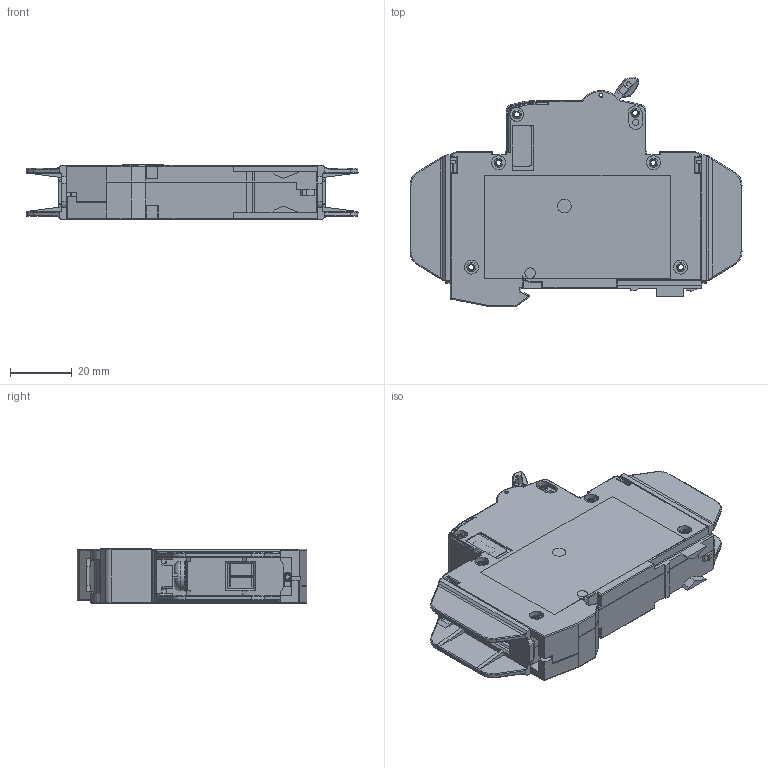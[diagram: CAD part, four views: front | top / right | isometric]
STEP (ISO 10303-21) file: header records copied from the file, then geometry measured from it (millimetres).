
FILE_DESCRIPTION(/* description */ ('1110 Series MCB. UL 489B, One Pole Assembly'),/* implementation_level */ '2;1');
FILE_NAME(/* name */ 'UL 489B Branch Circuit Breaker, 1-Pole.stp',/* time_stamp */ '2023-10-10T12:53:42+05:30',/* author */ ('pgurav'),/* organization */ (''),/* preprocessor_version */ 'ST-DEVELOPER v19.2',/* originating_system */ 'Autodesk Inventor 2024',/* authorisation */ '');
FILE_SCHEMA (('AUTOMOTIVE_DESIGN { 1 0 10303 214 3 1 1 }'));
Products named in the file (1): UL 489B Branch Circuit Breaker, 1-Pole
Bounding box: 107.2 x 74.15 x 17.65 mm (x, y, z)
Volume: 33177.8 mm3; surface area: 52178.8 mm2
Topology: 22 solids, 22 shells, 3228 faces, 8353 edges, 5271 vertices
Faces by surface type: plane 1950, cylinder 938, torus 153, bspline 104, sphere 65, cone 18
Full cylindrical faces by diameter (mm): 1.3 x2, 1.5 x2, 1.6 x1, 1.7 x9, 1.9 x8, 2 x7, 2.2 x16, 2.4 x20, 2.8 x16, 3.2 x8, 3.3 x3, 3.4 x9, 4.3 x6, 4.4 x2, 4.5 x10, 4.9 x38, 5.4 x2, 7 x1, 9.6 x2
Entity records: 139264 total; most frequent: CARTESIAN_POINT 56629, ORIENTED_EDGE 16706, DIRECTION 16192, EDGE_CURVE 8353, LINE 5914, VECTOR 5914, VERTEX_POINT 5270, AXIS2_PLACEMENT_3D 5139
